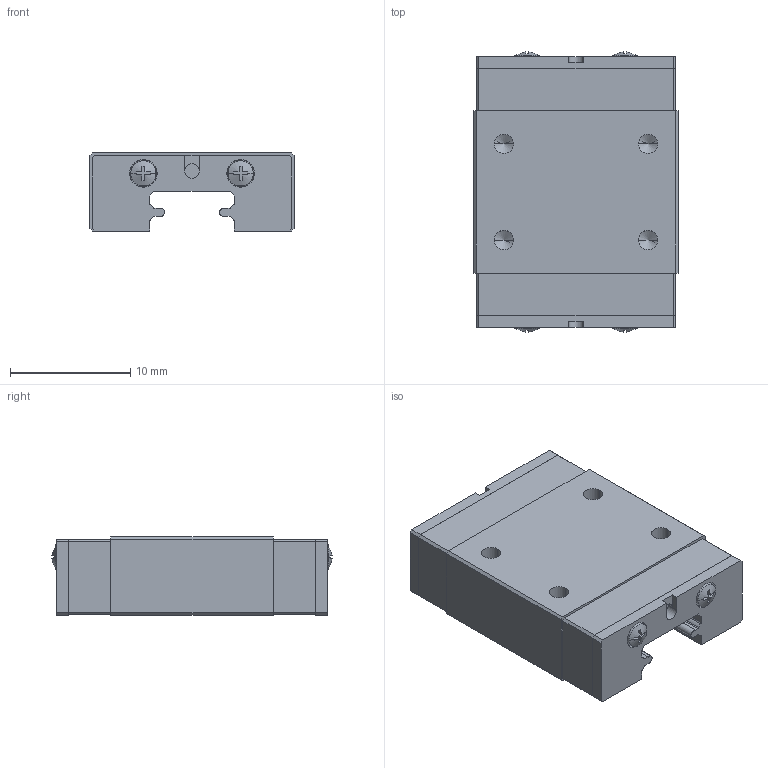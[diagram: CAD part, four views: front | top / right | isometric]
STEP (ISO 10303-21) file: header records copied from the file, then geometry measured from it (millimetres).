
FILE_DESCRIPTION(('STEP AP214'),'1');
FILE_NAME('cctmp_38D045C4-AE92-4301-A7F4-A29BD4339801_2025_07_20_08_35_12_0959_97648..stp','2025-07-20T06:35:13',('HIWIN GmbH'),('CADClick - www.CADClick.com'),'Spatial InterOp 3D',' ','unknown authorization');
FILE_SCHEMA(('AUTOMOTIVE_DESIGN'));
Length unit declared in the file: millimetre
Products named in the file (2): MGN07CZ0HM_FILE; MGN07CZ0HM_FILE_1
Assembly tree (1 placements, depth 2):
  MGN07CZ0HM_FILE
    MGN07CZ0HM_FILE_1
Bounding box: 17 x 23.37 x 6.5 mm (x, y, z)
Volume: 1928.2 mm3; surface area: 1547.8 mm2
Topology: 1 solids, 3 shells, 210 faces, 560 edges, 360 vertices
Faces by surface type: plane 130, cylinder 52, cone 28
Entity records: 8099 total; most frequent: CARTESIAN_POINT 1236, ORIENTED_EDGE 1104, DIRECTION 1036, EDGE_CURVE 552, LINE 380, VECTOR 380, VERTEX_POINT 360, AXIS2_PLACEMENT_3D 328
